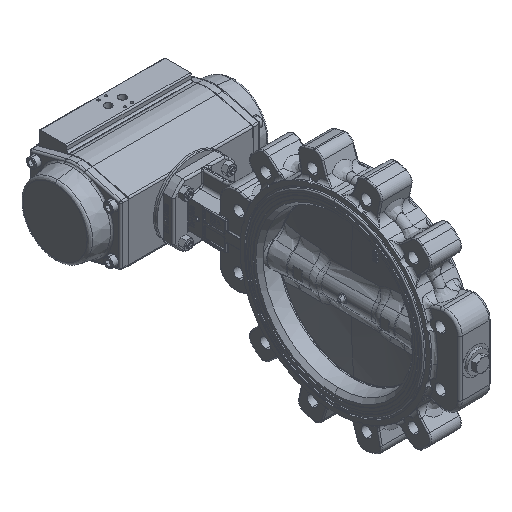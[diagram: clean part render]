
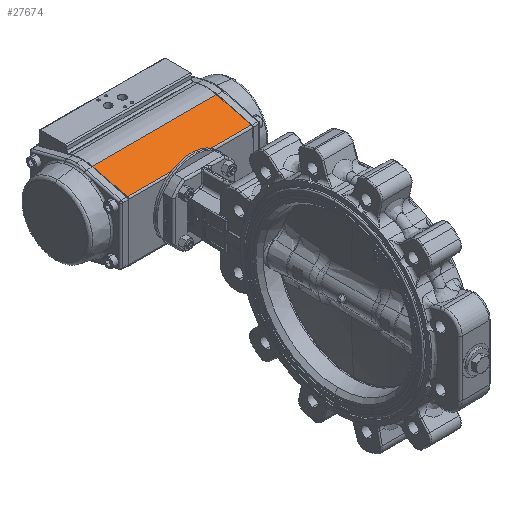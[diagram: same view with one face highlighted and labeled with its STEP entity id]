
A CAD part, isometric view. The second image highlights one B-rep face of the part: STEP entity #27674.
In plain terms, the highlighted planar face has unit normal (0, 0.246, -0.969).
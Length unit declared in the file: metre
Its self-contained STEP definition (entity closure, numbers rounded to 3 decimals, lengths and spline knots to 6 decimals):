
#2096 = ORIENTED_EDGE ( 'NONE', *, *, #17541, .T. ) ;
#9103 = EDGE_LOOP ( 'NONE', ( #2096, #22707, #59852, #63746 ) ) ;
#13130 = DIRECTION ( 'NONE',  ( 0., 0.969, 0.246 ) ) ;
#17541 = EDGE_CURVE ( 'NONE', #49197, #90325, #52728, .T. ) ;
#21869 = VERTEX_POINT ( 'NONE', #25887 ) ;
#22707 = ORIENTED_EDGE ( 'NONE', *, *, #77856, .T. ) ;
#25032 = VECTOR ( 'NONE', #38767, 1. ) ;
#25051 = CARTESIAN_POINT ( 'NONE',  ( 0.029876, 0.18829, 0.564873 ) ) ;
#25887 = CARTESIAN_POINT ( 'NONE',  ( -0.179124, 0.18829, 0.564873 ) ) ;
#26323 = EDGE_CURVE ( 'NONE', #52144, #21869, #30375, .T. ) ;
#27539 = LINE ( 'NONE', #28904, #52857 ) ;
#27674 = ADVANCED_FACE ( 'NONE', ( #42171 ), #50076, .T. ) ;
#28202 = CARTESIAN_POINT ( 'NONE',  ( -0.179124, 0.18829, 0.564873 ) ) ;
#28904 = CARTESIAN_POINT ( 'NONE',  ( -0.179124, 0.18829, 0.564873 ) ) ;
#30375 = LINE ( 'NONE', #87629, #62690 ) ;
#34173 = DIRECTION ( 'NONE',  ( 0., -0.969, -0.246 ) ) ;
#35201 = DIRECTION ( 'NONE',  ( 0., 0.246, -0.969 ) ) ;
#38767 = DIRECTION ( 'NONE',  ( 1., 0., 0. ) ) ;
#41140 = CARTESIAN_POINT ( 'NONE',  ( 0.029876, 0.18829, 0.564873 ) ) ;
#41594 = EDGE_CURVE ( 'NONE', #21869, #49197, #27539, .T. ) ;
#42171 = FACE_OUTER_BOUND ( 'NONE', #9103, .T. ) ;
#46169 = DIRECTION ( 'NONE',  ( -1., 0., 0. ) ) ;
#46906 = VECTOR ( 'NONE', #34173, 1. ) ;
#47665 = LINE ( 'NONE', #41140, #46906 ) ;
#49197 = VERTEX_POINT ( 'NONE', #71417 ) ;
#50076 = PLANE ( 'NONE',  #61362 ) ;
#52144 = VERTEX_POINT ( 'NONE', #25051 ) ;
#52728 = LINE ( 'NONE', #82486, #25032 ) ;
#52857 = VECTOR ( 'NONE', #13130, 1. ) ;
#56587 = DIRECTION ( 'NONE',  ( 0., 0.969, 0.246 ) ) ;
#59852 = ORIENTED_EDGE ( 'NONE', *, *, #26323, .T. ) ;
#61362 = AXIS2_PLACEMENT_3D ( 'NONE', #28202, #35201, #56587 ) ;
#62690 = VECTOR ( 'NONE', #46169, 1. ) ;
#63746 = ORIENTED_EDGE ( 'NONE', *, *, #41594, .T. ) ;
#65111 = CARTESIAN_POINT ( 'NONE',  ( 0.029876, 0.246951, 0.579733 ) ) ;
#71417 = CARTESIAN_POINT ( 'NONE',  ( -0.179124, 0.246951, 0.579733 ) ) ;
#77856 = EDGE_CURVE ( 'NONE', #90325, #52144, #47665, .T. ) ;
#82486 = CARTESIAN_POINT ( 'NONE',  ( -0.179124, 0.246951, 0.579733 ) ) ;
#87629 = CARTESIAN_POINT ( 'NONE',  ( -0.179124, 0.18829, 0.564873 ) ) ;
#90325 = VERTEX_POINT ( 'NONE', #65111 ) ;
